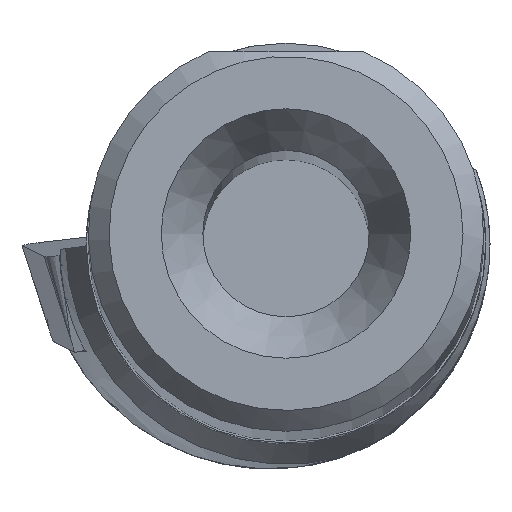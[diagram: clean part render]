
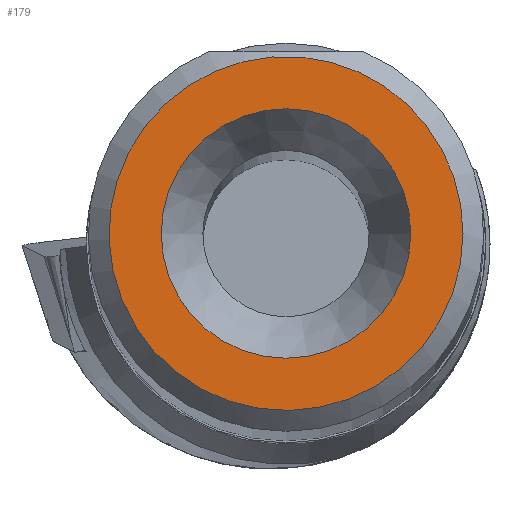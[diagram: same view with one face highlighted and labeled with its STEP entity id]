
A CAD part, top view. The second image highlights one B-rep face of the part: STEP entity #179.
In plain terms, the highlighted planar face has unit normal (0, 0, 1).
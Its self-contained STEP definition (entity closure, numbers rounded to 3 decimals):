
#179=ADVANCED_FACE('',(#352,#353),#210,.T.);
#210=PLANE('',#954);
#352=FACE_BOUND('',#396,.T.);
#353=FACE_BOUND('',#397,.T.);
#396=EDGE_LOOP('',(#532));
#397=EDGE_LOOP('',(#533));
#532=ORIENTED_EDGE('',*,*,#770,.F.);
#533=ORIENTED_EDGE('',*,*,#768,.T.);
#681=VERTEX_POINT('',#1524);
#682=VERTEX_POINT('',#1533);
#768=EDGE_CURVE('',#681,#681,#819,.T.);
#770=EDGE_CURVE('',#682,#682,#820,.T.);
#819=CIRCLE('',#951,4.256);
#820=CIRCLE('',#953,3.);
#951=AXIS2_PLACEMENT_3D('',#1523,#1116,#1117);
#953=AXIS2_PLACEMENT_3D('',#1532,#1120,#1121);
#954=AXIS2_PLACEMENT_3D('',#1534,#1122,#1123);
#1116=DIRECTION('',(0.,0.,1.));
#1117=DIRECTION('',(1.,0.,0.));
#1120=DIRECTION('',(0.,0.,1.));
#1121=DIRECTION('',(1.,0.,0.));
#1122=DIRECTION('',(0.,0.,1.));
#1123=DIRECTION('',(1.,0.,0.));
#1523=CARTESIAN_POINT('',(0.,0.,0.));
#1524=CARTESIAN_POINT('',(4.256,0.,0.));
#1532=CARTESIAN_POINT('',(0.,0.,0.));
#1533=CARTESIAN_POINT('',(3.,0.,0.));
#1534=CARTESIAN_POINT('',(0.,0.,0.));
